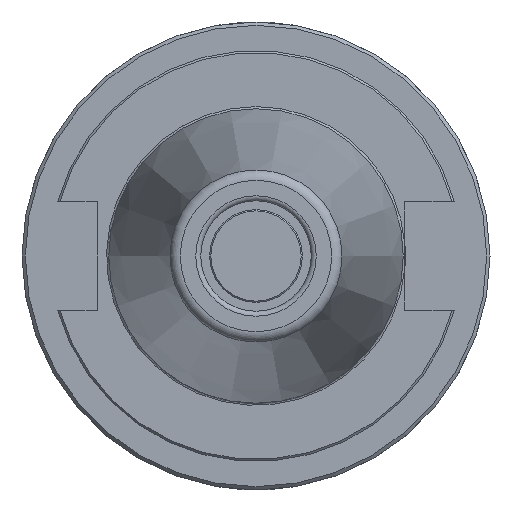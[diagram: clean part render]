
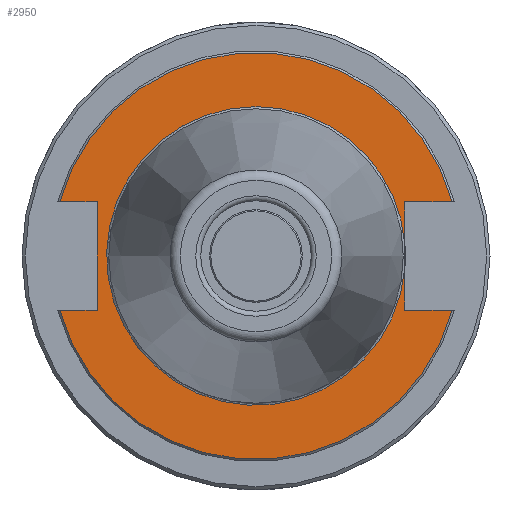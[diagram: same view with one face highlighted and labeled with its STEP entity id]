
A CAD part, left-side view. The second image highlights one B-rep face of the part: STEP entity #2950.
In plain terms, the highlighted planar face has unit normal (-1, 0, 0).
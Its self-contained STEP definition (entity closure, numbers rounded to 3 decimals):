
#152=CIRCLE('',#3213,48.25);
#155=CIRCLE('',#3217,48.25);
#156=CIRCLE('',#3219,35.429);
#157=CIRCLE('',#3220,35.429);
#339=FACE_OUTER_BOUND('',#527,.T.);
#527=EDGE_LOOP('',(#2181,#2182,#2183,#2184,#2185,#2186,#2187,#2188,#2189,
#2190,#2191));
#731=LINE('',#4622,#972);
#738=LINE('',#4666,#979);
#740=LINE('',#4670,#981);
#747=LINE('',#4729,#988);
#748=LINE('',#4739,#989);
#755=LINE('',#4783,#996);
#761=LINE('',#4828,#1002);
#972=VECTOR('',#3682,10.);
#979=VECTOR('',#3691,10.);
#981=VECTOR('',#3693,10.);
#988=VECTOR('',#3702,10.);
#989=VECTOR('',#3709,10.);
#996=VECTOR('',#3718,10.);
#1002=VECTOR('',#3726,10.);
#1249=VERTEX_POINT('',#4616);
#1251=VERTEX_POINT('',#4621);
#1262=VERTEX_POINT('',#4665);
#1263=VERTEX_POINT('',#4667);
#1264=VERTEX_POINT('',#4669);
#1268=VERTEX_POINT('',#4688);
#1277=VERTEX_POINT('',#4733);
#1279=VERTEX_POINT('',#4738);
#1290=VERTEX_POINT('',#4782);
#1292=VERTEX_POINT('',#4787);
#1302=VERTEX_POINT('',#4841);
#1568=EDGE_CURVE('',#1251,#1249,#731,.T.);
#1580=EDGE_CURVE('',#1262,#1251,#738,.T.);
#1582=EDGE_CURVE('',#1264,#1263,#740,.T.);
#1596=EDGE_CURVE('',#1268,#1264,#747,.T.);
#1599=EDGE_CURVE('',#1279,#1277,#748,.T.);
#1611=EDGE_CURVE('',#1290,#1279,#755,.T.);
#1623=EDGE_CURVE('',#1292,#1290,#761,.T.);
#1627=EDGE_CURVE('',#1268,#1277,#152,.T.);
#1630=EDGE_CURVE('',#1292,#1249,#155,.T.);
#1631=EDGE_CURVE('',#1263,#1302,#156,.T.);
#1632=EDGE_CURVE('',#1302,#1262,#157,.T.);
#2181=ORIENTED_EDGE('',*,*,#1580,.T.);
#2182=ORIENTED_EDGE('',*,*,#1568,.T.);
#2183=ORIENTED_EDGE('',*,*,#1630,.F.);
#2184=ORIENTED_EDGE('',*,*,#1623,.T.);
#2185=ORIENTED_EDGE('',*,*,#1611,.T.);
#2186=ORIENTED_EDGE('',*,*,#1599,.T.);
#2187=ORIENTED_EDGE('',*,*,#1627,.F.);
#2188=ORIENTED_EDGE('',*,*,#1596,.T.);
#2189=ORIENTED_EDGE('',*,*,#1582,.T.);
#2190=ORIENTED_EDGE('',*,*,#1631,.T.);
#2191=ORIENTED_EDGE('',*,*,#1632,.T.);
#2819=PLANE('',#3218);
#2950=ADVANCED_FACE('',(#339),#2819,.T.);
#3213=AXIS2_PLACEMENT_3D('',#4835,#3737,#3738);
#3217=AXIS2_PLACEMENT_3D('',#4839,#3745,#3746);
#3218=AXIS2_PLACEMENT_3D('',#4840,#3747,#3748);
#3219=AXIS2_PLACEMENT_3D('',#4842,#3749,#3750);
#3220=AXIS2_PLACEMENT_3D('',#4843,#3751,#3752);
#3682=DIRECTION('',(0.,-1.,0.));
#3691=DIRECTION('',(0.,0.,1.));
#3693=DIRECTION('',(0.,0.,1.));
#3702=DIRECTION('',(0.,1.,0.));
#3709=DIRECTION('',(0.,1.,0.));
#3718=DIRECTION('',(0.,0.,-1.));
#3726=DIRECTION('',(0.,-1.,0.));
#3737=DIRECTION('center_axis',(1.,0.,0.));
#3738=DIRECTION('ref_axis',(0.,0.,-1.));
#3745=DIRECTION('center_axis',(1.,0.,0.));
#3746=DIRECTION('ref_axis',(0.,0.,-1.));
#3747=DIRECTION('center_axis',(-1.,0.,0.));
#3748=DIRECTION('ref_axis',(0.,0.,1.));
#3749=DIRECTION('center_axis',(1.,0.,0.));
#3750=DIRECTION('ref_axis',(0.,0.,-1.));
#3751=DIRECTION('center_axis',(1.,0.,0.));
#3752=DIRECTION('ref_axis',(0.,0.,-1.));
#4616=CARTESIAN_POINT('',(3.175,-46.514,12.825));
#4621=CARTESIAN_POINT('',(3.175,-35.3,12.825));
#4622=CARTESIAN_POINT('',(3.175,6.475,12.825));
#4665=CARTESIAN_POINT('',(3.175,-35.3,3.016));
#4666=CARTESIAN_POINT('',(3.175,-35.3,-6.413));
#4667=CARTESIAN_POINT('',(3.175,-35.3,-3.016));
#4669=CARTESIAN_POINT('',(3.175,-35.3,-12.825));
#4670=CARTESIAN_POINT('',(3.175,-35.3,-6.413));
#4688=CARTESIAN_POINT('',(3.175,-46.514,-12.825));
#4729=CARTESIAN_POINT('',(3.175,-13.707,-12.825));
#4733=CARTESIAN_POINT('',(3.175,46.514,-12.825));
#4738=CARTESIAN_POINT('',(3.175,37.7,-12.825));
#4739=CARTESIAN_POINT('',(3.175,42.975,-12.825));
#4782=CARTESIAN_POINT('',(3.175,37.7,12.825));
#4783=CARTESIAN_POINT('',(3.175,37.7,6.413));
#4787=CARTESIAN_POINT('',(3.175,46.514,12.825));
#4828=CARTESIAN_POINT('',(3.175,61.395,12.825));
#4835=CARTESIAN_POINT('Origin',(3.175,0.,0.));
#4839=CARTESIAN_POINT('Origin',(3.175,0.,0.));
#4840=CARTESIAN_POINT('Origin',(3.175,48.25,0.));
#4841=CARTESIAN_POINT('',(3.175,0.,35.429));
#4842=CARTESIAN_POINT('Origin',(3.175,0.,0.));
#4843=CARTESIAN_POINT('Origin',(3.175,0.,0.));
